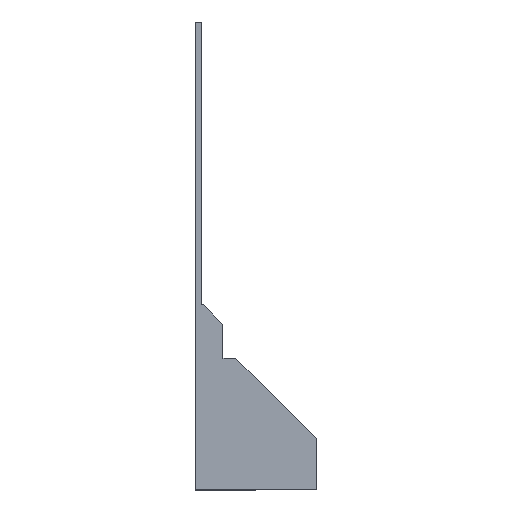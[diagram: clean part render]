
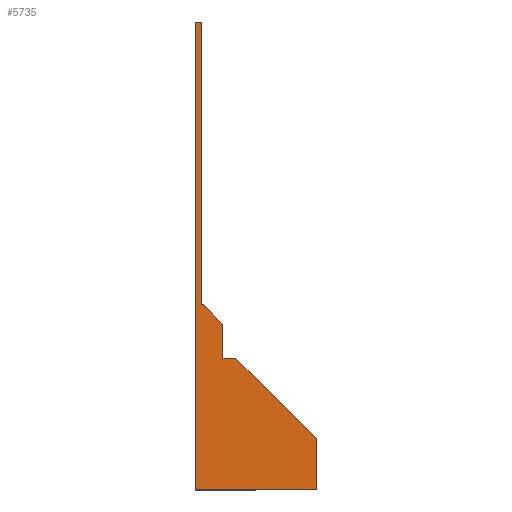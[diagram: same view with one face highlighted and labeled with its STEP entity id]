
A CAD part, left-side view. The second image highlights one B-rep face of the part: STEP entity #5735.
In plain terms, the highlighted planar face has unit normal (-1, 0, 0).
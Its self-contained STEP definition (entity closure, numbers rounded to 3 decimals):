
#66 = EDGE_CURVE ( 'NONE', #6896, #5241, #3019, .T. ) ;
#174 = VECTOR ( 'NONE', #4690, 1000. ) ;
#191 = VECTOR ( 'NONE', #1380, 1000. ) ;
#279 = DIRECTION ( 'NONE',  ( 0., 0., 1. ) ) ;
#393 = DIRECTION ( 'NONE',  ( 0., 1., 0. ) ) ;
#520 = VECTOR ( 'NONE', #393, 1000. ) ;
#604 = VECTOR ( 'NONE', #3612, 1000. ) ;
#690 = ORIENTED_EDGE ( 'NONE', *, *, #2958, .F. ) ;
#787 = CARTESIAN_POINT ( 'NONE',  ( -72.5, -16.083, -48. ) ) ;
#796 = EDGE_CURVE ( 'NONE', #5551, #7295, #3772, .T. ) ;
#821 = DIRECTION ( 'NONE',  ( 0., 0., -1. ) ) ;
#962 = CARTESIAN_POINT ( 'NONE',  ( -72.5, 3., -110. ) ) ;
#1043 = AXIS2_PLACEMENT_3D ( 'NONE', #5346, #2040, #821 ) ;
#1147 = CARTESIAN_POINT ( 'NONE',  ( -72.5, -54.083, -110. ) ) ;
#1380 = DIRECTION ( 'NONE',  ( 0., 0.707, 0.707 ) ) ;
#1692 = CARTESIAN_POINT ( 'NONE',  ( -72.5, 0., 110. ) ) ;
#1758 = DIRECTION ( 'NONE',  ( 0., 0., 1. ) ) ;
#2024 = VERTEX_POINT ( 'NONE', #2754 ) ;
#2033 = ORIENTED_EDGE ( 'NONE', *, *, #4817, .T. ) ;
#2040 = DIRECTION ( 'NONE',  ( 1., 0., 0. ) ) ;
#2132 = DIRECTION ( 'NONE',  ( 0., 0., 1. ) ) ;
#2372 = VERTEX_POINT ( 'NONE', #1147 ) ;
#2386 = EDGE_CURVE ( 'NONE', #3712, #2372, #6817, .T. ) ;
#2409 = ORIENTED_EDGE ( 'NONE', *, *, #2480, .T. ) ;
#2480 = EDGE_CURVE ( 'NONE', #3966, #6896, #5733, .T. ) ;
#2688 = CARTESIAN_POINT ( 'NONE',  ( -72.5, -16.083, -48. ) ) ;
#2754 = CARTESIAN_POINT ( 'NONE',  ( -72.5, 3., 110. ) ) ;
#2898 = LINE ( 'NONE', #5155, #5507 ) ;
#2952 = DIRECTION ( 'NONE',  ( 0., 1., 0. ) ) ;
#2958 = EDGE_CURVE ( 'NONE', #2024, #5241, #4649, .T. ) ;
#2969 = VECTOR ( 'NONE', #1758, 1000. ) ;
#3014 = CARTESIAN_POINT ( 'NONE',  ( -72.5, 3., 110. ) ) ;
#3019 = LINE ( 'NONE', #3698, #4170 ) ;
#3153 = VECTOR ( 'NONE', #2132, 1000. ) ;
#3412 = DIRECTION ( 'NONE',  ( 0., -1., 0. ) ) ;
#3612 = DIRECTION ( 'NONE',  ( 0., -1., 0. ) ) ;
#3698 = CARTESIAN_POINT ( 'NONE',  ( -72.5, 0., 110. ) ) ;
#3712 = VERTEX_POINT ( 'NONE', #962 ) ;
#3746 = ORIENTED_EDGE ( 'NONE', *, *, #6743, .T. ) ;
#3760 = PLANE ( 'NONE',  #1043 ) ;
#3772 = LINE ( 'NONE', #6499, #520 ) ;
#3889 = EDGE_LOOP ( 'NONE', ( #5267, #3746, #5746, #6936, #2033, #2409, #5303, #690, #4006, #4191 ) ) ;
#3966 = VERTEX_POINT ( 'NONE', #5136 ) ;
#3989 = LINE ( 'NONE', #5099, #3153 ) ;
#4006 = ORIENTED_EDGE ( 'NONE', *, *, #6539, .F. ) ;
#4076 = VECTOR ( 'NONE', #3412, 1000. ) ;
#4170 = VECTOR ( 'NONE', #279, 1000. ) ;
#4191 = ORIENTED_EDGE ( 'NONE', *, *, #2386, .T. ) ;
#4334 = EDGE_CURVE ( 'NONE', #2372, #6901, #5757, .T. ) ;
#4586 = CARTESIAN_POINT ( 'NONE',  ( -72.5, -10., -48. ) ) ;
#4588 = CARTESIAN_POINT ( 'NONE',  ( -72.5, -1., -23. ) ) ;
#4649 = LINE ( 'NONE', #3014, #604 ) ;
#4690 = DIRECTION ( 'NONE',  ( 0., 0., 1. ) ) ;
#4714 = CARTESIAN_POINT ( 'NONE',  ( -72.5, -10., -32. ) ) ;
#4817 = EDGE_CURVE ( 'NONE', #7001, #3966, #2898, .T. ) ;
#5099 = CARTESIAN_POINT ( 'NONE',  ( -72.5, 3., 110. ) ) ;
#5136 = CARTESIAN_POINT ( 'NONE',  ( -72.5, -1., -23. ) ) ;
#5138 = VECTOR ( 'NONE', #2952, 1000. ) ;
#5155 = CARTESIAN_POINT ( 'NONE',  ( -72.5, -10., -32. ) ) ;
#5241 = VERTEX_POINT ( 'NONE', #1692 ) ;
#5267 = ORIENTED_EDGE ( 'NONE', *, *, #4334, .T. ) ;
#5303 = ORIENTED_EDGE ( 'NONE', *, *, #66, .T. ) ;
#5346 = CARTESIAN_POINT ( 'NONE',  ( -72.5, 3., 110. ) ) ;
#5359 = EDGE_CURVE ( 'NONE', #7295, #7001, #5762, .T. ) ;
#5507 = VECTOR ( 'NONE', #6378, 1000. ) ;
#5551 = VERTEX_POINT ( 'NONE', #2688 ) ;
#5727 = CARTESIAN_POINT ( 'NONE',  ( -72.5, -10., -48. ) ) ;
#5733 = LINE ( 'NONE', #4588, #5138 ) ;
#5735 = ADVANCED_FACE ( 'NONE', ( #6566 ), #3760, .F. ) ;
#5746 = ORIENTED_EDGE ( 'NONE', *, *, #796, .T. ) ;
#5757 = LINE ( 'NONE', #6907, #2969 ) ;
#5762 = LINE ( 'NONE', #5727, #174 ) ;
#5865 = LINE ( 'NONE', #787, #191 ) ;
#6306 = CARTESIAN_POINT ( 'NONE',  ( -72.5, 0., -23. ) ) ;
#6378 = DIRECTION ( 'NONE',  ( 0., 0.707, 0.707 ) ) ;
#6499 = CARTESIAN_POINT ( 'NONE',  ( -72.5, -15.083, -48. ) ) ;
#6539 = EDGE_CURVE ( 'NONE', #3712, #2024, #3989, .T. ) ;
#6566 = FACE_OUTER_BOUND ( 'NONE', #3889, .T. ) ;
#6743 = EDGE_CURVE ( 'NONE', #6901, #5551, #5865, .T. ) ;
#6817 = LINE ( 'NONE', #6916, #4076 ) ;
#6896 = VERTEX_POINT ( 'NONE', #6306 ) ;
#6897 = CARTESIAN_POINT ( 'NONE',  ( -72.5, -54.083, -86. ) ) ;
#6901 = VERTEX_POINT ( 'NONE', #6897 ) ;
#6907 = CARTESIAN_POINT ( 'NONE',  ( -72.5, -54.083, 0. ) ) ;
#6916 = CARTESIAN_POINT ( 'NONE',  ( -72.5, 3., -110. ) ) ;
#6936 = ORIENTED_EDGE ( 'NONE', *, *, #5359, .T. ) ;
#7001 = VERTEX_POINT ( 'NONE', #4714 ) ;
#7295 = VERTEX_POINT ( 'NONE', #4586 ) ;
